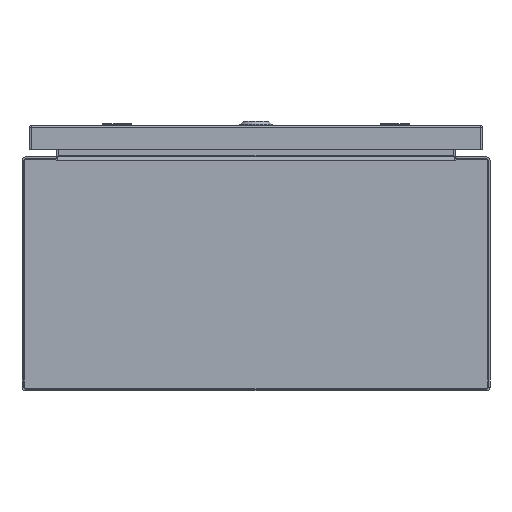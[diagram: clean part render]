
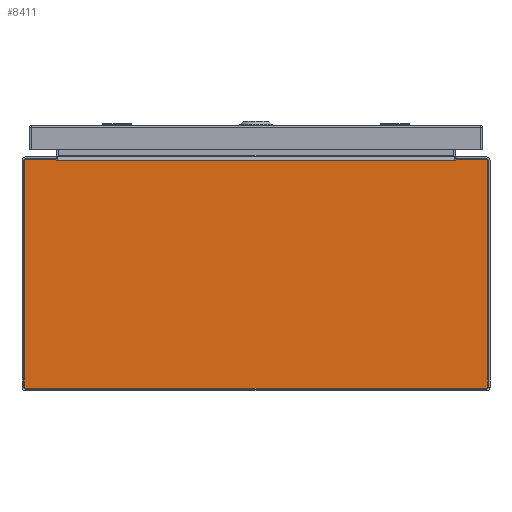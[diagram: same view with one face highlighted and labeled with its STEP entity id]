
A CAD part, front view. The second image highlights one B-rep face of the part: STEP entity #8411.
In plain terms, the highlighted planar face has unit normal (0, -1, 0).
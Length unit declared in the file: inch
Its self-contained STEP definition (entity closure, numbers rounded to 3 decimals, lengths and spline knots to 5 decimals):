
#2255 = ORIENTED_EDGE ( 'NONE', *, *, #21121, .T. ) ;
#3419 = VECTOR ( 'NONE', #16520, 39.37008 ) ;
#6127 = LINE ( 'NONE', #33046, #131384 ) ;
#7023 = DIRECTION ( 'NONE',  ( -1., 0., 0. ) ) ;
#7844 = DIRECTION ( 'NONE',  ( 0., -1., 0. ) ) ;
#8137 = EDGE_CURVE ( 'NONE', #115179, #8659, #37336, .T. ) ;
#8411 = ADVANCED_FACE ( 'NONE', ( #67631 ), #46820, .T. ) ;
#8659 = VERTEX_POINT ( 'NONE', #41817 ) ;
#9148 = VECTOR ( 'NONE', #69990, 39.37008 ) ;
#10207 = CARTESIAN_POINT ( 'NONE',  ( -7.857, -10., -3.937 ) ) ;
#14004 = VERTEX_POINT ( 'NONE', #52959 ) ;
#15105 = LINE ( 'NONE', #108784, #3419 ) ;
#16520 = DIRECTION ( 'NONE',  ( 0.174, 0., -0.985 ) ) ;
#17465 = CARTESIAN_POINT ( 'NONE',  ( 6.798, -10., 3.883 ) ) ;
#17890 = AXIS2_PLACEMENT_3D ( 'NONE', #46499, #101877, #26248 ) ;
#21121 = EDGE_CURVE ( 'NONE', #119119, #26569, #45305, .T. ) ;
#21688 = ORIENTED_EDGE ( 'NONE', *, *, #33334, .T. ) ;
#25021 = ORIENTED_EDGE ( 'NONE', *, *, #111773, .T. ) ;
#25101 = CARTESIAN_POINT ( 'NONE',  ( 7.857, -10., 3.937 ) ) ;
#26248 = DIRECTION ( 'NONE',  ( 0., 0., -1. ) ) ;
#26569 = VERTEX_POINT ( 'NONE', #74473 ) ;
#26865 = LINE ( 'NONE', #101144, #9148 ) ;
#27084 = ORIENTED_EDGE ( 'NONE', *, *, #84940, .T. ) ;
#28290 = EDGE_CURVE ( 'NONE', #54689, #106556, #26865, .T. ) ;
#28854 = AXIS2_PLACEMENT_3D ( 'NONE', #29925, #124212, #93746 ) ;
#29925 = CARTESIAN_POINT ( 'NONE',  ( -7.857, -10., 3.857 ) ) ;
#31947 = CARTESIAN_POINT ( 'NONE',  ( -6.82312, -10., 3.937 ) ) ;
#33046 = CARTESIAN_POINT ( 'NONE',  ( -7.937, -10., 0. ) ) ;
#33253 = DIRECTION ( 'NONE',  ( 0., 0., -1. ) ) ;
#33334 = EDGE_CURVE ( 'NONE', #26569, #56888, #118411, .T. ) ;
#34508 = DIRECTION ( 'NONE',  ( 1., 0., 0. ) ) ;
#34785 = AXIS2_PLACEMENT_3D ( 'NONE', #66685, #68070, #57687 ) ;
#35355 = ORIENTED_EDGE ( 'NONE', *, *, #136414, .T. ) ;
#35445 = DIRECTION ( 'NONE',  ( 0., 0., 1. ) ) ;
#35752 = EDGE_LOOP ( 'NONE', ( #38085, #127700, #113838, #25021, #89997, #98633, #107132, #35355, #2255, #21688, #27084, #115832, #45795, #115319 ) ) ;
#37336 = LINE ( 'NONE', #40080, #40005 ) ;
#38085 = ORIENTED_EDGE ( 'NONE', *, *, #8137, .T. ) ;
#40005 = VECTOR ( 'NONE', #61665, 39.37008 ) ;
#40080 = CARTESIAN_POINT ( 'NONE',  ( 0., -10., 3.937 ) ) ;
#41817 = CARTESIAN_POINT ( 'NONE',  ( -7.857, -10., 3.937 ) ) ;
#45264 = CARTESIAN_POINT ( 'NONE',  ( 7.937, -10., 0. ) ) ;
#45305 = LINE ( 'NONE', #75776, #114217 ) ;
#45795 = ORIENTED_EDGE ( 'NONE', *, *, #115461, .F. ) ;
#46499 = CARTESIAN_POINT ( 'NONE',  ( 7.857, -10., -3.857 ) ) ;
#46820 = PLANE ( 'NONE',  #96216 ) ;
#49537 = CARTESIAN_POINT ( 'NONE',  ( 0., -10., 0. ) ) ;
#52128 = CARTESIAN_POINT ( 'NONE',  ( -6.798, -10., 3.883 ) ) ;
#52842 = CARTESIAN_POINT ( 'NONE',  ( -7.937, -10., -3.857 ) ) ;
#52959 = CARTESIAN_POINT ( 'NONE',  ( 7.857, -10., -3.937 ) ) ;
#54689 = VERTEX_POINT ( 'NONE', #17465 ) ;
#54744 = CARTESIAN_POINT ( 'NONE',  ( 6.81836, -10., 3.91 ) ) ;
#54805 = VECTOR ( 'NONE', #34508, 39.37008 ) ;
#55813 = VERTEX_POINT ( 'NONE', #52842 ) ;
#56888 = VERTEX_POINT ( 'NONE', #105531 ) ;
#57687 = DIRECTION ( 'NONE',  ( 0., 0., -1. ) ) ;
#57800 = VECTOR ( 'NONE', #7023, 39.37008 ) ;
#57890 = CIRCLE ( 'NONE', #17890, 0.08 ) ;
#59764 = CARTESIAN_POINT ( 'NONE',  ( -6.80579, -10., 3.883 ) ) ;
#61665 = DIRECTION ( 'NONE',  ( -1., 0., 0. ) ) ;
#66136 = EDGE_CURVE ( 'NONE', #74433, #55813, #6127, .T. ) ;
#66685 = CARTESIAN_POINT ( 'NONE',  ( -7.857, -10., -3.857 ) ) ;
#67631 = FACE_OUTER_BOUND ( 'NONE', #35752, .T. ) ;
#68070 = DIRECTION ( 'NONE',  ( 0., -1., 0. ) ) ;
#69990 = DIRECTION ( 'NONE',  ( -1., 0., 0. ) ) ;
#70297 = EDGE_CURVE ( 'NONE', #8659, #74433, #97658, .T. ) ;
#70764 = DIRECTION ( 'NONE',  ( 1., 0., 0. ) ) ;
#74433 = VERTEX_POINT ( 'NONE', #91219 ) ;
#74473 = CARTESIAN_POINT ( 'NONE',  ( 6.82312, -10., 3.937 ) ) ;
#75776 = CARTESIAN_POINT ( 'NONE',  ( 0., -10., 3.937 ) ) ;
#77256 = EDGE_CURVE ( 'NONE', #112980, #14004, #117691, .T. ) ;
#77814 = DIRECTION ( 'NONE',  ( -1., 0., 0. ) ) ;
#84253 = VERTEX_POINT ( 'NONE', #117988 ) ;
#84940 = EDGE_CURVE ( 'NONE', #56888, #54689, #102053, .T. ) ;
#87206 = DIRECTION ( 'NONE',  ( -0.174, 0., -0.985 ) ) ;
#89062 = EDGE_CURVE ( 'NONE', #14004, #97957, #57890, .T. ) ;
#89997 = ORIENTED_EDGE ( 'NONE', *, *, #77256, .T. ) ;
#91219 = CARTESIAN_POINT ( 'NONE',  ( -7.937, -10., 3.857 ) ) ;
#92500 = VERTEX_POINT ( 'NONE', #120874 ) ;
#93746 = DIRECTION ( 'NONE',  ( 0., 0., -1. ) ) ;
#94554 = CIRCLE ( 'NONE', #34785, 0.08 ) ;
#96216 = AXIS2_PLACEMENT_3D ( 'NONE', #49537, #7844, #121547 ) ;
#96480 = VECTOR ( 'NONE', #87206, 39.37008 ) ;
#97658 = CIRCLE ( 'NONE', #28854, 0.08 ) ;
#97957 = VERTEX_POINT ( 'NONE', #118460 ) ;
#98633 = ORIENTED_EDGE ( 'NONE', *, *, #89062, .T. ) ;
#101047 = VECTOR ( 'NONE', #35445, 39.37008 ) ;
#101144 = CARTESIAN_POINT ( 'NONE',  ( 0., -10., 3.883 ) ) ;
#101877 = DIRECTION ( 'NONE',  ( 0., -1., 0. ) ) ;
#102053 = LINE ( 'NONE', #133220, #57800 ) ;
#104535 = DIRECTION ( 'NONE',  ( 0., 0., -1. ) ) ;
#105531 = CARTESIAN_POINT ( 'NONE',  ( 6.8136, -10., 3.883 ) ) ;
#106556 = VERTEX_POINT ( 'NONE', #52128 ) ;
#106787 = CARTESIAN_POINT ( 'NONE',  ( 7.857, -10., 3.857 ) ) ;
#107132 = ORIENTED_EDGE ( 'NONE', *, *, #120476, .T. ) ;
#107470 = DIRECTION ( 'NONE',  ( 0., -1., 0. ) ) ;
#108286 = LINE ( 'NONE', #45264, #101047 ) ;
#108784 = CARTESIAN_POINT ( 'NONE',  ( -6.81836, -10., 3.91 ) ) ;
#108837 = EDGE_CURVE ( 'NONE', #115179, #92500, #15105, .T. ) ;
#110280 = CIRCLE ( 'NONE', #130243, 0.08 ) ;
#111773 = EDGE_CURVE ( 'NONE', #55813, #112980, #94554, .T. ) ;
#112980 = VERTEX_POINT ( 'NONE', #10207 ) ;
#113838 = ORIENTED_EDGE ( 'NONE', *, *, #66136, .T. ) ;
#114217 = VECTOR ( 'NONE', #77814, 39.37008 ) ;
#115179 = VERTEX_POINT ( 'NONE', #31947 ) ;
#115319 = ORIENTED_EDGE ( 'NONE', *, *, #108837, .F. ) ;
#115461 = EDGE_CURVE ( 'NONE', #92500, #106556, #134479, .T. ) ;
#115832 = ORIENTED_EDGE ( 'NONE', *, *, #28290, .T. ) ;
#117553 = VECTOR ( 'NONE', #70764, 39.37008 ) ;
#117691 = LINE ( 'NONE', #129445, #54805 ) ;
#117988 = CARTESIAN_POINT ( 'NONE',  ( 7.937, -10., 3.857 ) ) ;
#118411 = LINE ( 'NONE', #54744, #96480 ) ;
#118460 = CARTESIAN_POINT ( 'NONE',  ( 7.937, -10., -3.857 ) ) ;
#119119 = VERTEX_POINT ( 'NONE', #25101 ) ;
#120476 = EDGE_CURVE ( 'NONE', #97957, #84253, #108286, .T. ) ;
#120874 = CARTESIAN_POINT ( 'NONE',  ( -6.8136, -10., 3.883 ) ) ;
#121547 = DIRECTION ( 'NONE',  ( 0., 0., -1. ) ) ;
#124212 = DIRECTION ( 'NONE',  ( 0., -1., 0. ) ) ;
#127700 = ORIENTED_EDGE ( 'NONE', *, *, #70297, .T. ) ;
#129445 = CARTESIAN_POINT ( 'NONE',  ( 0., -10., -3.937 ) ) ;
#130243 = AXIS2_PLACEMENT_3D ( 'NONE', #106787, #107470, #33253 ) ;
#131384 = VECTOR ( 'NONE', #104535, 39.37008 ) ;
#133220 = CARTESIAN_POINT ( 'NONE',  ( 6.80579, -10., 3.883 ) ) ;
#134479 = LINE ( 'NONE', #59764, #117553 ) ;
#136414 = EDGE_CURVE ( 'NONE', #84253, #119119, #110280, .T. ) ;
